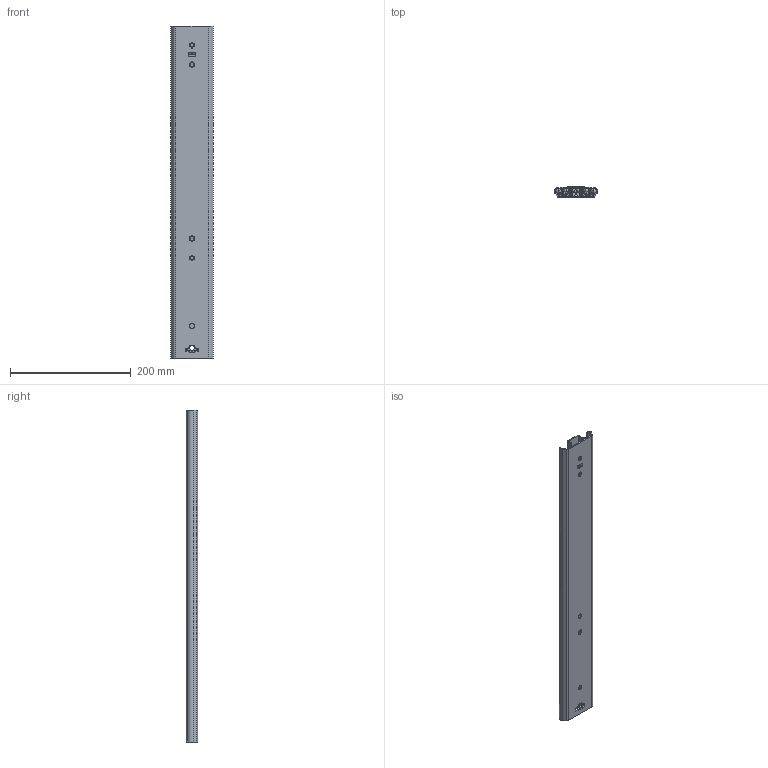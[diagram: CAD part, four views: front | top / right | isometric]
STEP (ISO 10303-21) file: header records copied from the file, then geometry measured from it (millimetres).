
FILE_DESCRIPTION((''),'2;1');
FILE_NAME('101-S26_ASM','2015-05-13T',('w.jans'),(''),'PRO/ENGINEER BY PARAMETRIC TECHNOLOGY CORPORATION, 2003450','PRO/ENGINEER BY PARAMETRIC TECHNOLOGY CORPORATION, 2003450','');
FILE_SCHEMA(('CONFIG_CONTROL_DESIGN'));
Length unit declared in the file: millimetre
Products named in the file (14): 101-S26-SKEL; 511-01-S26-TA1; 511-01-S26-TA1_ASM; 515-4XX-01-S26; 911-073; 515-4XX-01-S26_ASM; 512-01-S26-TA2; 512-01-S26-TA2_ASM; 515-5XX-01-S26; 911-078; 515-5XX-01-S26_ASM; 513-01-S26-TA3; 513-01-S26-TA3_ASM; 101-S26_ASM
Assembly tree (61 placements, depth 3):
  101-S26_ASM
    101-S26-SKEL
    511-01-S26-TA1_ASM
      511-01-S26-TA1
    515-4XX-01-S26_ASM
      515-4XX-01-S26
      911-073  x26
    512-01-S26-TA2_ASM
      512-01-S26-TA2
    515-5XX-01-S26_ASM
      515-5XX-01-S26
      911-078  x24
    513-01-S26-TA3_ASM
      513-01-S26-TA3
Bounding box: 70.9 x 18.4 x 550 mm (x, y, z)
Volume: 273433.2 mm3; surface area: 328787.3 mm2
Topology: 55 solids, 55 shells, 1220 faces, 3537 edges, 2212 vertices
Faces by surface type: plane 600, cylinder 486, sphere 100, cone 34
Entity records: 39949 total; most frequent: CARTESIAN_POINT 9020, DIRECTION 6501, ORIENTED_EDGE 6482, EDGE_CURVE 3241, AXIS2_PLACEMENT_3D 2193, VERTEX_POINT 2116, VECTOR 2115, LINE 2115
